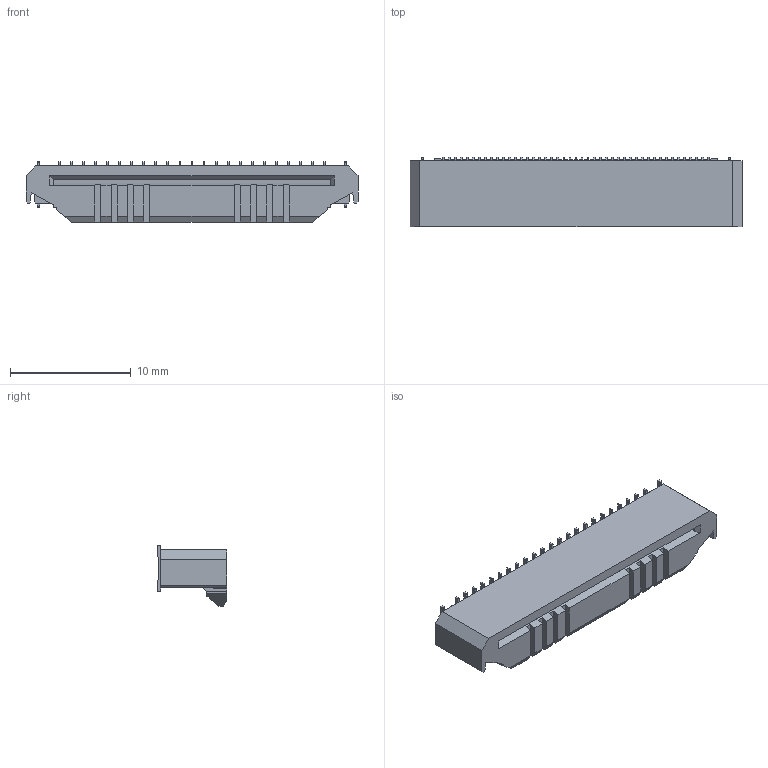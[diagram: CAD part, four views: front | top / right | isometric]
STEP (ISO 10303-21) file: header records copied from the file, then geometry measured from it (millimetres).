
FILE_DESCRIPTION(('CoCreate Modeling STEP Export'),'2;1');
FILE_NAME('0.5-21A-45pin.stp','2016-08-23T19:25:35',(''),(''),'CoCreate Modeling STEP processor for AP214 (Solid Model)','CoCreate Modeling 16.00 13-May-2008 (C) Parametric Technology GmbH','');
FILE_SCHEMA(('AUTOMOTIVE_DESIGN { 1 0 10303 214 1 1 1 1 }'));
Length unit declared in the file: millimetre
Products named in the file (2): 0.5-21A-45pin
Assembly tree (1 placements, depth 2):
  0.5-21A-45pin
    0.5-21A-45pin
Bounding box: 27.5 x 5.79 x 4.99 mm (x, y, z)
Volume: 469.4 mm3; surface area: 849.7 mm2
Topology: 1 solids, 1 shells, 1401 faces, 3780 edges, 2518 vertices
Faces by surface type: plane 935, cylinder 466
Entity records: 40764 total; most frequent: ORIENTED_EDGE 7560, CARTESIAN_POINT 7022, DIRECTION 6356, EDGE_CURVE 3780, VECTOR 2652, LINE 2652, VERTEX_POINT 2518, AXIS2_PLACEMENT_3D 1852
